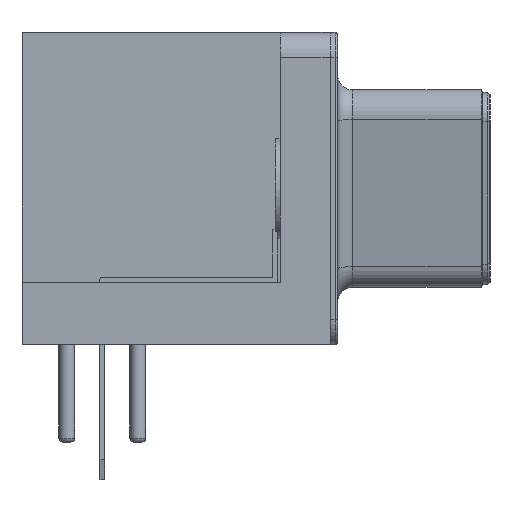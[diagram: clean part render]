
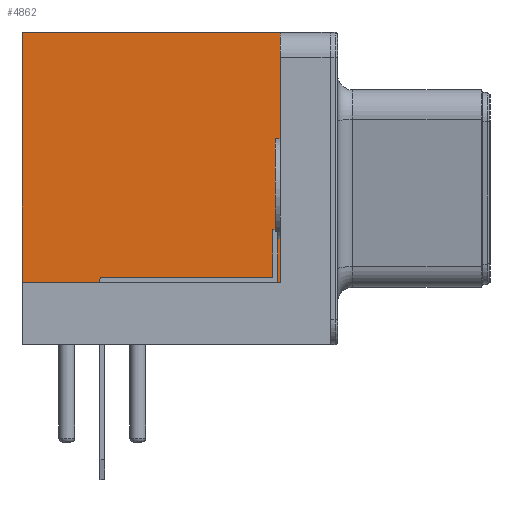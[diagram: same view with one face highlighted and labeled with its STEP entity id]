
A CAD part, left-side view. The second image highlights one B-rep face of the part: STEP entity #4862.
In plain terms, the highlighted planar face has unit normal (-1, 0, 0).
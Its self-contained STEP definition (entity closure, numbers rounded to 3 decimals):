
#4144 = VERTEX_POINT('',#4145);
#4145 = CARTESIAN_POINT('',(-37.67,1.8,12.5));
#4151 = EDGE_CURVE('',#4152,#4144,#4154,.T.);
#4152 = VERTEX_POINT('',#4153);
#4153 = CARTESIAN_POINT('',(-37.67,-8.54,12.5));
#4154 = LINE('',#4155,#4156);
#4155 = CARTESIAN_POINT('',(-37.67,-9.54,12.5));
#4156 = VECTOR('',#4157,1.);
#4157 = DIRECTION('',(0.,1.,0.));
#4832 = VERTEX_POINT('',#4833);
#4833 = CARTESIAN_POINT('',(-37.67,-8.54,2.5));
#4839 = EDGE_CURVE('',#4832,#4152,#4840,.T.);
#4840 = LINE('',#4841,#4842);
#4841 = CARTESIAN_POINT('',(-37.67,-8.54,2.5));
#4842 = VECTOR('',#4843,1.);
#4843 = DIRECTION('',(0.,0.,1.));
#4862 = ADVANCED_FACE('',(#4863),#4881,.F.);
#4863 = FACE_BOUND('',#4864,.F.);
#4864 = EDGE_LOOP('',(#4865,#4866,#4874,#4880));
#4865 = ORIENTED_EDGE('',*,*,#4839,.F.);
#4866 = ORIENTED_EDGE('',*,*,#4867,.T.);
#4867 = EDGE_CURVE('',#4832,#4868,#4870,.T.);
#4868 = VERTEX_POINT('',#4869);
#4869 = CARTESIAN_POINT('',(-37.67,1.8,2.5));
#4870 = LINE('',#4871,#4872);
#4871 = CARTESIAN_POINT('',(-37.67,-8.54,2.5));
#4872 = VECTOR('',#4873,1.);
#4873 = DIRECTION('',(-0.,1.,0.));
#4874 = ORIENTED_EDGE('',*,*,#4875,.T.);
#4875 = EDGE_CURVE('',#4868,#4144,#4876,.T.);
#4876 = LINE('',#4877,#4878);
#4877 = CARTESIAN_POINT('',(-37.67,1.8,4.375));
#4878 = VECTOR('',#4879,1.);
#4879 = DIRECTION('',(0.,0.,1.));
#4880 = ORIENTED_EDGE('',*,*,#4151,.F.);
#4881 = PLANE('',#4882);
#4882 = AXIS2_PLACEMENT_3D('',#4883,#4884,#4885);
#4883 = CARTESIAN_POINT('',(-37.67,-8.54,2.5));
#4884 = DIRECTION('',(1.,0.,0.));
#4885 = DIRECTION('',(0.,0.,1.));
